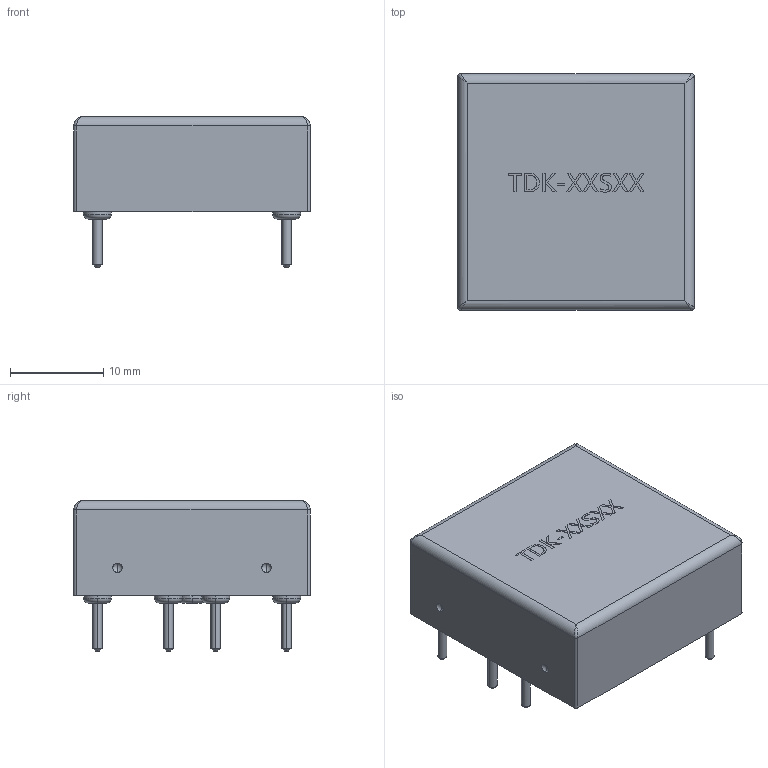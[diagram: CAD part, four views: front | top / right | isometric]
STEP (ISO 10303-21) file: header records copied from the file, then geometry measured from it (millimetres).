
FILE_DESCRIPTION (( 'STEP AP214' ), '1' );
FILE_NAME ('PWRM-TH_TDK-XXSXX.step', '2022-07-09T12:06:48', ( '' ), ( '' ), 'SwSTEP 2.0', 'SolidWorks 2020', '' );
FILE_SCHEMA (( 'AUTOMOTIVE_DESIGN' ));
Length unit declared in the file: millimetre
Products named in the file (1): PWRM-TH_TDK-XXSXX
Bounding box: 25.4 x 25.4 x 16.21 mm (x, y, z)
Volume: 6581.9 mm3; surface area: 2475 mm2
Topology: 1 solids, 1 shells, 554 faces, 1445 edges, 942 vertices
Faces by surface type: plane 310, bspline 159, cylinder 55, torus 20, cone 10
Entity records: 23579 total; most frequent: CARTESIAN_POINT 7192, ORIENTED_EDGE 2882, DIRECTION 2086, EDGE_CURVE 1441, LINE 954, VECTOR 954, VERTEX_POINT 942, EDGE_LOOP 607
